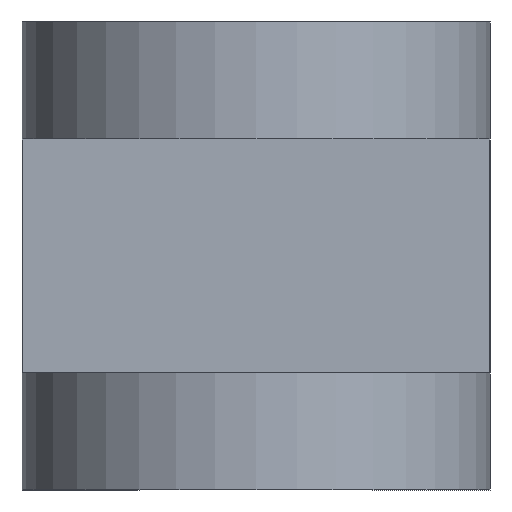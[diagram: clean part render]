
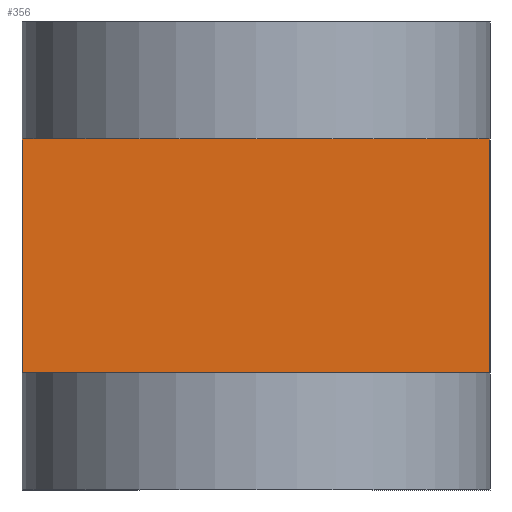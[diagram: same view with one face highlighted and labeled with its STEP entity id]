
A CAD part, left-side view. The second image highlights one B-rep face of the part: STEP entity #356.
In plain terms, the highlighted planar face has unit normal (-1, 0, 0).
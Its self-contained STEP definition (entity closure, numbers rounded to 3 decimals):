
#46=FACE_OUTER_BOUND('',#70,.T.);
#70=EDGE_LOOP('',(#309,#310,#311,#312));
#109=LINE('',#576,#141);
#119=LINE('',#601,#151);
#121=LINE('',#604,#153);
#122=LINE('',#605,#154);
#141=VECTOR('',#473,10.);
#151=VECTOR('',#499,10.);
#153=VECTOR('',#503,10.);
#154=VECTOR('',#504,10.);
#178=VERTEX_POINT('',#573);
#179=VERTEX_POINT('',#575);
#185=VERTEX_POINT('',#598);
#186=VERTEX_POINT('',#600);
#218=EDGE_CURVE('',#178,#179,#109,.T.);
#231=EDGE_CURVE('',#186,#185,#119,.T.);
#233=EDGE_CURVE('',#178,#186,#121,.T.);
#234=EDGE_CURVE('',#179,#185,#122,.T.);
#309=ORIENTED_EDGE('',*,*,#233,.T.);
#310=ORIENTED_EDGE('',*,*,#231,.T.);
#311=ORIENTED_EDGE('',*,*,#234,.F.);
#312=ORIENTED_EDGE('',*,*,#218,.F.);
#338=PLANE('',#404);
#356=ADVANCED_FACE('',(#46),#338,.T.);
#404=AXIS2_PLACEMENT_3D('',#603,#501,#502);
#473=DIRECTION('',(0.,1.,0.));
#499=DIRECTION('',(0.,1.,0.));
#501=DIRECTION('center_axis',(-1.,0.,0.));
#502=DIRECTION('ref_axis',(0.,0.,1.));
#503=DIRECTION('',(0.,0.,1.));
#504=DIRECTION('',(0.,0.,1.));
#573=CARTESIAN_POINT('',(40.,0.,10.));
#575=CARTESIAN_POINT('',(40.,40.,10.));
#576=CARTESIAN_POINT('',(40.,0.,10.));
#598=CARTESIAN_POINT('',(40.,40.,30.));
#600=CARTESIAN_POINT('',(40.,0.,30.));
#601=CARTESIAN_POINT('',(40.,0.,30.));
#603=CARTESIAN_POINT('Origin',(40.,0.,10.));
#604=CARTESIAN_POINT('',(40.,0.,20.));
#605=CARTESIAN_POINT('',(40.,40.,20.));
